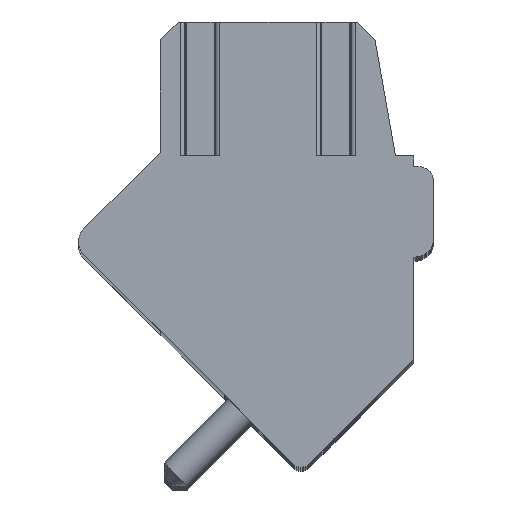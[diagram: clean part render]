
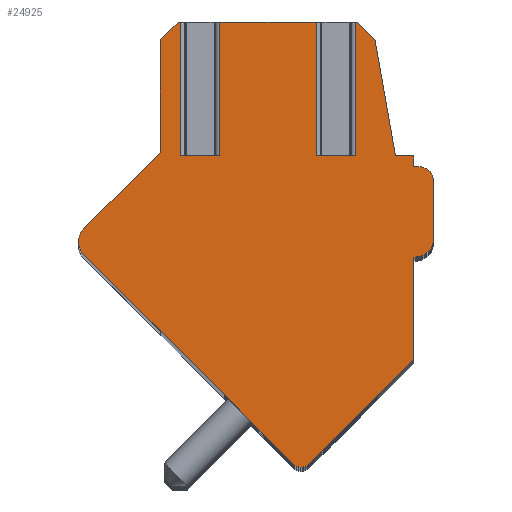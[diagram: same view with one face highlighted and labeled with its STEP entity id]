
A CAD part, top view. The second image highlights one B-rep face of the part: STEP entity #24925.
In plain terms, the highlighted planar face has unit normal (0, 0, 1).
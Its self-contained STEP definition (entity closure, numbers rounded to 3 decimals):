
#2997=DIRECTION('',(0.707,-0.707,0.));
#2998=VECTOR('',#2997,8.2);
#2999=CARTESIAN_POINT('',(-4.761,0.072,1.75));
#3000=LINE('',#2999,#2998);
#3467=DIRECTION('',(1.,0.,0.));
#3468=VECTOR('',#3467,1.07);
#3469=CARTESIAN_POINT('',(1.673,2.8,1.75));
#3470=LINE('',#3469,#3468);
#3471=DIRECTION('',(0.,1.,0.));
#3472=VECTOR('',#3471,3.7);
#3473=CARTESIAN_POINT('',(2.743,2.8,1.75));
#3474=LINE('',#3473,#3472);
#3475=DIRECTION('',(-1.,0.,0.));
#3476=VECTOR('',#3475,0.068);
#3477=CARTESIAN_POINT('',(2.811,6.5,1.75));
#3478=LINE('',#3477,#3476);
#3479=DIRECTION('',(-0.707,0.707,0.));
#3480=VECTOR('',#3479,0.677);
#3481=CARTESIAN_POINT('',(3.29,6.021,1.75));
#3482=LINE('',#3481,#3480);
#3483=DIRECTION('',(-0.174,0.985,0.));
#3484=VECTOR('',#3483,3.271);
#3485=CARTESIAN_POINT('',(3.858,2.8,1.75));
#3486=LINE('',#3485,#3484);
#3487=DIRECTION('',(-1.,0.,0.));
#3488=VECTOR('',#3487,0.5);
#3489=CARTESIAN_POINT('',(4.358,2.8,1.75));
#3490=LINE('',#3489,#3488);
#3491=DIRECTION('',(0.,1.,0.));
#3492=VECTOR('',#3491,0.3);
#3493=CARTESIAN_POINT('',(4.358,2.5,1.75));
#3494=LINE('',#3493,#3492);
#3495=DIRECTION('',(-1.,0.,0.));
#3496=VECTOR('',#3495,0.15);
#3497=CARTESIAN_POINT('',(4.508,2.5,1.75));
#3498=LINE('',#3497,#3496);
#3499=CARTESIAN_POINT('',(4.508,2.1,1.75));
#3500=DIRECTION('',(0.,0.,1.));
#3501=DIRECTION('',(1.,0.,0.));
#3502=AXIS2_PLACEMENT_3D('',#3499,#3500,#3501);
#3504=DIRECTION('',(0.,1.,0.));
#3505=VECTOR('',#3504,1.6);
#3506=CARTESIAN_POINT('',(4.908,0.5,1.75));
#3507=LINE('',#3506,#3505);
#3508=CARTESIAN_POINT('',(4.408,0.5,1.75));
#3509=DIRECTION('',(0.,0.,1.));
#3510=DIRECTION('',(0.,-1.,0.));
#3511=AXIS2_PLACEMENT_3D('',#3508,#3509,#3510);
#3513=DIRECTION('',(1.,0.,0.));
#3514=VECTOR('',#3513,0.05);
#3515=CARTESIAN_POINT('',(4.358,0.,1.75));
#3516=LINE('',#3515,#3514);
#3517=DIRECTION('',(0.,1.,0.));
#3518=VECTOR('',#3517,2.83);
#3519=CARTESIAN_POINT('',(4.358,-2.83,1.75));
#3520=LINE('',#3519,#3518);
#3521=DIRECTION('',(0.707,0.707,0.));
#3522=VECTOR('',#3521,4.096);
#3523=CARTESIAN_POINT('',(1.461,-5.727,1.75));
#3524=LINE('',#3523,#3522);
#3525=CARTESIAN_POINT('',(1.249,-5.515,1.75));
#3526=DIRECTION('',(0.,0.,1.));
#3527=DIRECTION('',(-0.707,-0.707,0.));
#3528=AXIS2_PLACEMENT_3D('',#3525,#3526,#3527);
#3530=CARTESIAN_POINT('',(-4.408,0.425,1.75));
#3531=DIRECTION('',(0.,0.,1.));
#3532=DIRECTION('',(-0.707,0.707,0.));
#3533=AXIS2_PLACEMENT_3D('',#3530,#3531,#3532);
#3535=DIRECTION('',(-0.707,-0.707,0.));
#3536=VECTOR('',#3535,2.997);
#3537=CARTESIAN_POINT('',(-2.642,2.898,1.75));
#3538=LINE('',#3537,#3536);
#3539=DIRECTION('',(0.,-1.,0.));
#3540=VECTOR('',#3539,3.111);
#3541=CARTESIAN_POINT('',(-2.642,6.009,1.75));
#3542=LINE('',#3541,#3540);
#3543=DIRECTION('',(-0.707,-0.707,0.));
#3544=VECTOR('',#3543,0.694);
#3545=CARTESIAN_POINT('',(-2.151,6.5,1.75));
#3546=LINE('',#3545,#3544);
#3547=DIRECTION('',(-1.,0.,0.));
#3548=VECTOR('',#3547,0.074);
#3549=CARTESIAN_POINT('',(-2.077,6.5,1.75));
#3550=LINE('',#3549,#3548);
#3551=DIRECTION('',(0.,1.,0.));
#3552=VECTOR('',#3551,3.7);
#3553=CARTESIAN_POINT('',(-2.077,2.8,1.75));
#3554=LINE('',#3553,#3552);
#3555=DIRECTION('',(1.,0.,0.));
#3556=VECTOR('',#3555,1.07);
#3557=CARTESIAN_POINT('',(-2.077,2.8,1.75));
#3558=LINE('',#3557,#3556);
#3559=DIRECTION('',(0.,1.,0.));
#3560=VECTOR('',#3559,3.7);
#3561=CARTESIAN_POINT('',(-1.007,2.8,1.75));
#3562=LINE('',#3561,#3560);
#3563=DIRECTION('',(-1.,0.,0.));
#3564=VECTOR('',#3563,2.68);
#3565=CARTESIAN_POINT('',(1.673,6.5,1.75));
#3566=LINE('',#3565,#3564);
#3567=DIRECTION('',(0.,1.,0.));
#3568=VECTOR('',#3567,3.7);
#3569=CARTESIAN_POINT('',(1.673,2.8,1.75));
#3570=LINE('',#3569,#3568);
#16221=CARTESIAN_POINT('',(1.673,2.8,1.75));
#16222=CARTESIAN_POINT('',(2.743,2.8,1.75));
#16223=VERTEX_POINT('',#16221);
#16224=VERTEX_POINT('',#16222);
#16225=CARTESIAN_POINT('',(2.743,6.5,1.75));
#16226=VERTEX_POINT('',#16225);
#16227=CARTESIAN_POINT('',(1.673,6.5,1.75));
#16228=VERTEX_POINT('',#16227);
#16241=CARTESIAN_POINT('',(-2.077,2.8,1.75));
#16242=CARTESIAN_POINT('',(-1.007,2.8,1.75));
#16243=VERTEX_POINT('',#16241);
#16244=VERTEX_POINT('',#16242);
#16245=CARTESIAN_POINT('',(-1.007,6.5,1.75));
#16246=VERTEX_POINT('',#16245);
#16247=CARTESIAN_POINT('',(-2.077,6.5,1.75));
#16248=VERTEX_POINT('',#16247);
#16339=CARTESIAN_POINT('',(1.037,-5.727,1.75));
#16340=CARTESIAN_POINT('',(1.461,-5.727,1.75));
#16341=VERTEX_POINT('',#16339);
#16342=VERTEX_POINT('',#16340);
#16343=CARTESIAN_POINT('',(4.358,-2.83,1.75));
#16344=VERTEX_POINT('',#16343);
#16345=CARTESIAN_POINT('',(4.358,0.,1.75));
#16346=VERTEX_POINT('',#16345);
#16347=CARTESIAN_POINT('',(4.408,0.,1.75));
#16348=VERTEX_POINT('',#16347);
#16349=CARTESIAN_POINT('',(4.908,0.5,1.75));
#16350=VERTEX_POINT('',#16349);
#16351=CARTESIAN_POINT('',(4.908,2.1,1.75));
#16352=VERTEX_POINT('',#16351);
#16353=CARTESIAN_POINT('',(4.508,2.5,1.75));
#16354=VERTEX_POINT('',#16353);
#16355=CARTESIAN_POINT('',(4.358,2.5,1.75));
#16356=VERTEX_POINT('',#16355);
#16357=CARTESIAN_POINT('',(4.358,2.8,1.75));
#16358=VERTEX_POINT('',#16357);
#16359=CARTESIAN_POINT('',(3.858,2.8,1.75));
#16360=VERTEX_POINT('',#16359);
#16361=CARTESIAN_POINT('',(3.29,6.021,1.75));
#16362=VERTEX_POINT('',#16361);
#16363=CARTESIAN_POINT('',(2.811,6.5,1.75));
#16364=VERTEX_POINT('',#16363);
#16365=CARTESIAN_POINT('',(-2.151,6.5,1.75));
#16366=CARTESIAN_POINT('',(-2.642,6.009,1.75));
#16367=VERTEX_POINT('',#16365);
#16368=VERTEX_POINT('',#16366);
#16369=CARTESIAN_POINT('',(-4.761,0.779,1.75));
#16370=CARTESIAN_POINT('',(-4.761,0.072,1.75));
#16371=VERTEX_POINT('',#16369);
#16372=VERTEX_POINT('',#16370);
#16377=CARTESIAN_POINT('',(-2.642,2.898,1.75));
#16379=VERTEX_POINT('',#16377);
#24882=CARTESIAN_POINT('',(0.,0.,1.75));
#24883=DIRECTION('',(0.,0.,1.));
#24884=DIRECTION('',(1.,0.,0.));
#24885=AXIS2_PLACEMENT_3D('',#24882,#24883,#24884);
#24886=PLANE('',#24885);
#24888=ORIENTED_EDGE('',*,*,#24887,.T.);
#24890=ORIENTED_EDGE('',*,*,#24889,.T.);
#24891=ORIENTED_EDGE('',*,*,#20999,.F.);
#24892=ORIENTED_EDGE('',*,*,#21275,.F.);
#24893=ORIENTED_EDGE('',*,*,#21289,.F.);
#24894=ORIENTED_EDGE('',*,*,#21303,.F.);
#24895=ORIENTED_EDGE('',*,*,#21468,.F.);
#24896=ORIENTED_EDGE('',*,*,#21484,.F.);
#24897=ORIENTED_EDGE('',*,*,#22250,.F.);
#24898=ORIENTED_EDGE('',*,*,#22547,.F.);
#24899=ORIENTED_EDGE('',*,*,#22844,.F.);
#24900=ORIENTED_EDGE('',*,*,#23141,.F.);
#24901=ORIENTED_EDGE('',*,*,#23445,.F.);
#24902=ORIENTED_EDGE('',*,*,#24261,.F.);
#24903=ORIENTED_EDGE('',*,*,#24503,.F.);
#24904=ORIENTED_EDGE('',*,*,#24312,.F.);
#24906=ORIENTED_EDGE('',*,*,#24905,.F.);
#24908=ORIENTED_EDGE('',*,*,#24907,.F.);
#24910=ORIENTED_EDGE('',*,*,#24909,.F.);
#24912=ORIENTED_EDGE('',*,*,#24911,.F.);
#24913=ORIENTED_EDGE('',*,*,#21031,.F.);
#24915=ORIENTED_EDGE('',*,*,#24914,.F.);
#24917=ORIENTED_EDGE('',*,*,#24916,.T.);
#24919=ORIENTED_EDGE('',*,*,#24918,.T.);
#24920=ORIENTED_EDGE('',*,*,#21015,.F.);
#24922=ORIENTED_EDGE('',*,*,#24921,.F.);
#24923=EDGE_LOOP('',(#24888,#24890,#24891,#24892,#24893,#24894,#24895,#24896,
#24897,#24898,#24899,#24900,#24901,#24902,#24903,#24904,#24906,#24908,#24910,
#24912,#24913,#24915,#24917,#24919,#24920,#24922));
#24924=FACE_OUTER_BOUND('',#24923,.F.);
#3503=CIRCLE('',#3502,0.4);
#3512=CIRCLE('',#3511,0.5);
#3529=CIRCLE('',#3528,0.3);
#3534=CIRCLE('',#3533,0.5);
#20999=EDGE_CURVE('',#16364,#16226,#3478,.T.);
#21015=EDGE_CURVE('',#16228,#16246,#3566,.T.);
#21031=EDGE_CURVE('',#16248,#16367,#3550,.T.);
#21275=EDGE_CURVE('',#16362,#16364,#3482,.T.);
#21289=EDGE_CURVE('',#16360,#16362,#3486,.T.);
#21303=EDGE_CURVE('',#16358,#16360,#3490,.T.);
#21468=EDGE_CURVE('',#16356,#16358,#3494,.T.);
#21484=EDGE_CURVE('',#16354,#16356,#3498,.T.);
#22250=EDGE_CURVE('',#16352,#16354,#3503,.T.);
#22547=EDGE_CURVE('',#16350,#16352,#3507,.T.);
#22844=EDGE_CURVE('',#16348,#16350,#3512,.T.);
#23141=EDGE_CURVE('',#16346,#16348,#3516,.T.);
#23445=EDGE_CURVE('',#16344,#16346,#3520,.T.);
#24261=EDGE_CURVE('',#16342,#16344,#3524,.T.);
#24312=EDGE_CURVE('',#16372,#16341,#3000,.T.);
#24503=EDGE_CURVE('',#16341,#16342,#3529,.T.);
#24887=EDGE_CURVE('',#16223,#16224,#3470,.T.);
#24889=EDGE_CURVE('',#16224,#16226,#3474,.T.);
#24905=EDGE_CURVE('',#16371,#16372,#3534,.T.);
#24907=EDGE_CURVE('',#16379,#16371,#3538,.T.);
#24909=EDGE_CURVE('',#16368,#16379,#3542,.T.);
#24911=EDGE_CURVE('',#16367,#16368,#3546,.T.);
#24914=EDGE_CURVE('',#16243,#16248,#3554,.T.);
#24916=EDGE_CURVE('',#16243,#16244,#3558,.T.);
#24918=EDGE_CURVE('',#16244,#16246,#3562,.T.);
#24921=EDGE_CURVE('',#16223,#16228,#3570,.T.);
#24925=ADVANCED_FACE('',(#24924),#24886,.T.);
